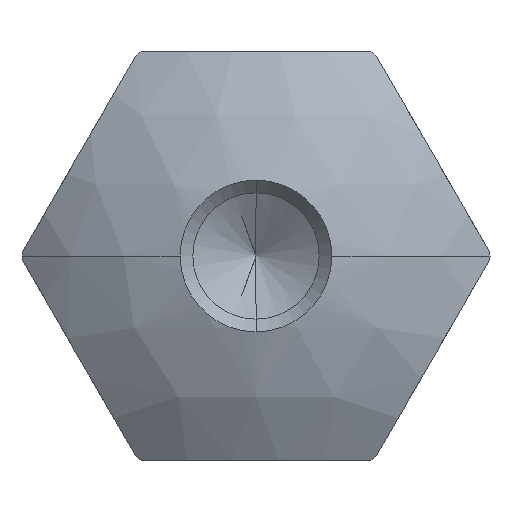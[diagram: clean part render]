
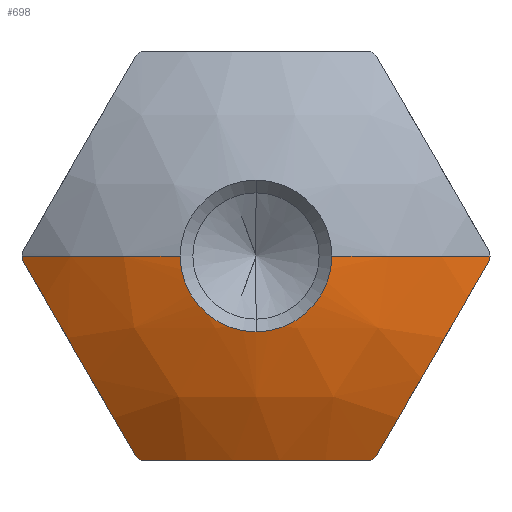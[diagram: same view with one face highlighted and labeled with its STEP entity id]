
A CAD part, front view. The second image highlights one B-rep face of the part: STEP entity #698.
In plain terms, the highlighted spherical face has radius 20 mm.
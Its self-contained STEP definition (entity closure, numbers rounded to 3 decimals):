
#3 = DIRECTION ( 'NONE',  ( 0.866, 0., -0.5 ) ) ;
#14 = CARTESIAN_POINT ( 'NONE',  ( 0., -12.936, 0. ) ) ;
#20 = DIRECTION ( 'NONE',  ( 0., 0., 1. ) ) ;
#29 = SPHERICAL_SURFACE ( 'NONE', #807, 20. ) ;
#34 = DIRECTION ( 'NONE',  ( 0., -1., 0. ) ) ;
#42 = CIRCLE ( 'NONE', #871, 12.6 ) ;
#48 = ORIENTED_EDGE ( 'NONE', *, *, #298, .T. ) ;
#55 = ORIENTED_EDGE ( 'NONE', *, *, #1004, .T. ) ;
#84 = CIRCLE ( 'NONE', #1172, 12.6 ) ;
#91 = DIRECTION ( 'NONE',  ( 0., 0., -1. ) ) ;
#94 = CARTESIAN_POINT ( 'NONE',  ( -9.526, 2.596, -5.5 ) ) ;
#103 = CARTESIAN_POINT ( 'NONE',  ( 0., 2.596, 0. ) ) ;
#109 = CARTESIAN_POINT ( 'NONE',  ( 9.526, 2.596, -5.5 ) ) ;
#115 = EDGE_CURVE ( 'NONE', #265, #369, #432, .T. ) ;
#122 = DIRECTION ( 'NONE',  ( 0., 0., -1. ) ) ;
#124 = CARTESIAN_POINT ( 'NONE',  ( -12.6, -12.936, 0. ) ) ;
#134 = AXIS2_PLACEMENT_3D ( 'NONE', #475, #1163, #582 ) ;
#138 = CARTESIAN_POINT ( 'NONE',  ( 0., 2.596, 0. ) ) ;
#160 = EDGE_CURVE ( 'NONE', #1042, #1086, #236, .T. ) ;
#170 = ORIENTED_EDGE ( 'NONE', *, *, #115, .F. ) ;
#185 = DIRECTION ( 'NONE',  ( 0., 0., -1. ) ) ;
#192 = DIRECTION ( 'NONE',  ( -0.5, 0., 0.866 ) ) ;
#195 = DIRECTION ( 'NONE',  ( -1., 0., 0. ) ) ;
#197 = CARTESIAN_POINT ( 'NONE',  ( 0., -16.983, -4.083 ) ) ;
#220 = DIRECTION ( 'NONE',  ( 0., 0., -1. ) ) ;
#231 = CARTESIAN_POINT ( 'NONE',  ( -6.145, -12.936, -11. ) ) ;
#232 = DIRECTION ( 'NONE',  ( 1., 0., 0. ) ) ;
#236 = CIRCLE ( 'NONE', #1039, 20. ) ;
#256 = CIRCLE ( 'NONE', #931, 16.703 ) ;
#265 = VERTEX_POINT ( 'NONE', #1210 ) ;
#297 = ORIENTED_EDGE ( 'NONE', *, *, #769, .T. ) ;
#298 = EDGE_CURVE ( 'NONE', #265, #665, #666, .T. ) ;
#315 = FACE_OUTER_BOUND ( 'NONE', #843, .T. ) ;
#319 = DIRECTION ( 'NONE',  ( 0., 1., 0. ) ) ;
#323 = ORIENTED_EDGE ( 'NONE', *, *, #468, .T. ) ;
#328 = CIRCLE ( 'NONE', #620, 4.083 ) ;
#340 = AXIS2_PLACEMENT_3D ( 'NONE', #14, #708, #122 ) ;
#369 = VERTEX_POINT ( 'NONE', #788 ) ;
#377 = DIRECTION ( 'NONE',  ( -1., 0., 0. ) ) ;
#420 = ORIENTED_EDGE ( 'NONE', *, *, #1091, .T. ) ;
#423 = DIRECTION ( 'NONE',  ( 0., 0., 1. ) ) ;
#427 = VERTEX_POINT ( 'NONE', #679 ) ;
#432 = CIRCLE ( 'NONE', #862, 16.703 ) ;
#468 = EDGE_CURVE ( 'NONE', #1042, #857, #84, .T. ) ;
#475 = CARTESIAN_POINT ( 'NONE',  ( 0., -12.936, 0. ) ) ;
#480 = CIRCLE ( 'NONE', #1046, 20. ) ;
#485 = ORIENTED_EDGE ( 'NONE', *, *, #160, .F. ) ;
#532 = CIRCLE ( 'NONE', #1130, 4.083 ) ;
#541 = VERTEX_POINT ( 'NONE', #197 ) ;
#582 = DIRECTION ( 'NONE',  ( 0., 0., -1. ) ) ;
#610 = ORIENTED_EDGE ( 'NONE', *, *, #1153, .T. ) ;
#617 = DIRECTION ( 'NONE',  ( 0., 1., 0. ) ) ;
#620 = AXIS2_PLACEMENT_3D ( 'NONE', #915, #319, #1010 ) ;
#633 = CARTESIAN_POINT ( 'NONE',  ( 0., -12.936, 0. ) ) ;
#665 = VERTEX_POINT ( 'NONE', #678 ) ;
#666 = CIRCLE ( 'NONE', #134, 12.6 ) ;
#678 = CARTESIAN_POINT ( 'NONE',  ( 12.6, -12.936, 0. ) ) ;
#679 = CARTESIAN_POINT ( 'NONE',  ( 6.145, -12.936, -11. ) ) ;
#685 = DIRECTION ( 'NONE',  ( 0., -1., 0. ) ) ;
#698 = ADVANCED_FACE ( 'NONE', ( #315 ), #29, .T. ) ;
#708 = DIRECTION ( 'NONE',  ( 0., -1., 0. ) ) ;
#730 = DIRECTION ( 'NONE',  ( 0., 0., -1. ) ) ;
#745 = CIRCLE ( 'NONE', #340, 12.6 ) ;
#751 = EDGE_CURVE ( 'NONE', #1236, #857, #256, .T. ) ;
#769 = EDGE_CURVE ( 'NONE', #665, #1138, #480, .T. ) ;
#784 = DIRECTION ( 'NONE',  ( -0.866, 0., -0.5 ) ) ;
#787 = DIRECTION ( 'NONE',  ( 0., 0., -1. ) ) ;
#788 = CARTESIAN_POINT ( 'NONE',  ( 6.454, -12.936, -10.822 ) ) ;
#807 = AXIS2_PLACEMENT_3D ( 'NONE', #1257, #185, #377 ) ;
#809 = ORIENTED_EDGE ( 'NONE', *, *, #751, .F. ) ;
#813 = CARTESIAN_POINT ( 'NONE',  ( 0., 2.596, -11. ) ) ;
#825 = CARTESIAN_POINT ( 'NONE',  ( -6.454, -12.936, -10.822 ) ) ;
#843 = EDGE_LOOP ( 'NONE', ( #48, #297, #420, #610, #485, #323, #809, #55, #982, #1202, #170 ) ) ;
#857 = VERTEX_POINT ( 'NONE', #904 ) ;
#859 = EDGE_CURVE ( 'NONE', #427, #1240, #1141, .T. ) ;
#862 = AXIS2_PLACEMENT_3D ( 'NONE', #109, #3, #1107 ) ;
#871 = AXIS2_PLACEMENT_3D ( 'NONE', #633, #34, #730 ) ;
#904 = CARTESIAN_POINT ( 'NONE',  ( -12.599, -12.936, -0.178 ) ) ;
#907 = DIRECTION ( 'NONE',  ( -1., 0., 0. ) ) ;
#915 = CARTESIAN_POINT ( 'NONE',  ( 0., -16.983, 0. ) ) ;
#931 = AXIS2_PLACEMENT_3D ( 'NONE', #94, #784, #192 ) ;
#982 = ORIENTED_EDGE ( 'NONE', *, *, #859, .F. ) ;
#1004 = EDGE_CURVE ( 'NONE', #1236, #1240, #745, .T. ) ;
#1006 = CARTESIAN_POINT ( 'NONE',  ( -4.083, -16.983, 0. ) ) ;
#1010 = DIRECTION ( 'NONE',  ( 0., 0., 1. ) ) ;
#1039 = AXIS2_PLACEMENT_3D ( 'NONE', #138, #423, #232 ) ;
#1042 = VERTEX_POINT ( 'NONE', #124 ) ;
#1046 = AXIS2_PLACEMENT_3D ( 'NONE', #103, #787, #195 ) ;
#1086 = VERTEX_POINT ( 'NONE', #1006 ) ;
#1091 = EDGE_CURVE ( 'NONE', #1138, #541, #328, .T. ) ;
#1104 = CARTESIAN_POINT ( 'NONE',  ( 4.083, -16.983, 0. ) ) ;
#1107 = DIRECTION ( 'NONE',  ( -0.5, 0., -0.866 ) ) ;
#1115 = EDGE_CURVE ( 'NONE', #427, #369, #42, .T. ) ;
#1130 = AXIS2_PLACEMENT_3D ( 'NONE', #1193, #617, #20 ) ;
#1138 = VERTEX_POINT ( 'NONE', #1104 ) ;
#1141 = CIRCLE ( 'NONE', #1249, 16.703 ) ;
#1153 = EDGE_CURVE ( 'NONE', #541, #1086, #532, .T. ) ;
#1163 = DIRECTION ( 'NONE',  ( 0., -1., 0. ) ) ;
#1172 = AXIS2_PLACEMENT_3D ( 'NONE', #1259, #685, #91 ) ;
#1193 = CARTESIAN_POINT ( 'NONE',  ( 0., -16.983, 0. ) ) ;
#1202 = ORIENTED_EDGE ( 'NONE', *, *, #1115, .T. ) ;
#1210 = CARTESIAN_POINT ( 'NONE',  ( 12.599, -12.936, -0.178 ) ) ;
#1236 = VERTEX_POINT ( 'NONE', #825 ) ;
#1240 = VERTEX_POINT ( 'NONE', #231 ) ;
#1249 = AXIS2_PLACEMENT_3D ( 'NONE', #813, #220, #907 ) ;
#1257 = CARTESIAN_POINT ( 'NONE',  ( 0., 2.596, 0. ) ) ;
#1259 = CARTESIAN_POINT ( 'NONE',  ( 0., -12.936, 0. ) ) ;
